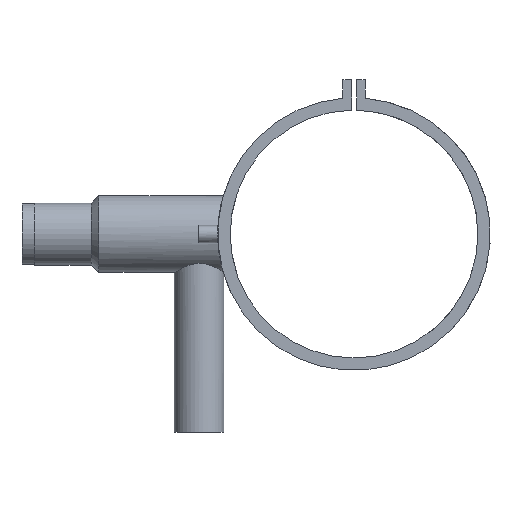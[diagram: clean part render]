
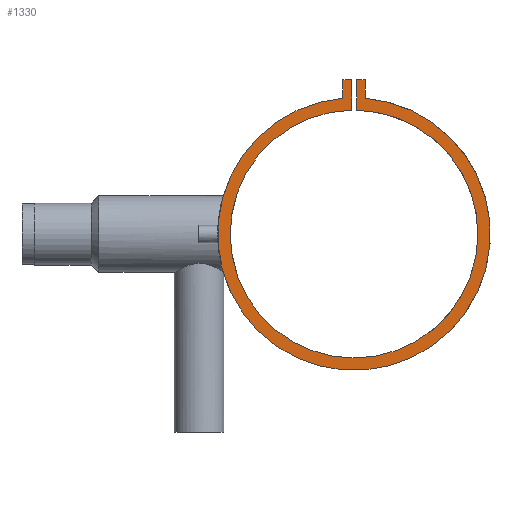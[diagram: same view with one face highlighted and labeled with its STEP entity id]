
A CAD part, left-side view. The second image highlights one B-rep face of the part: STEP entity #1330.
In plain terms, the highlighted planar face has unit normal (-1, 0, 0).
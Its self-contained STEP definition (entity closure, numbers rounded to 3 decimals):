
#12 = DIRECTION ( 'NONE',  ( 0., 0., -1. ) ) ;
#31 = CARTESIAN_POINT ( 'NONE',  ( -69., -9., 124.631 ) ) ;
#37 = CARTESIAN_POINT ( 'NONE',  ( -69., -9., 124.631 ) ) ;
#59 = VECTOR ( 'NONE', #2024, 1000. ) ;
#77 = VERTEX_POINT ( 'NONE', #357 ) ;
#204 = DIRECTION ( 'NONE',  ( 0., 0., -1. ) ) ;
#223 = LINE ( 'NONE', #1017, #1428 ) ;
#301 = EDGE_LOOP ( 'NONE', ( #629, #1537, #2038, #606, #1698, #425, #778, #848 ) ) ;
#357 = CARTESIAN_POINT ( 'NONE',  ( -69., 2., 99.98 ) ) ;
#377 = VERTEX_POINT ( 'NONE', #2145 ) ;
#402 = PLANE ( 'NONE',  #1592 ) ;
#425 = ORIENTED_EDGE ( 'NONE', *, *, #2542, .F. ) ;
#438 = LINE ( 'NONE', #1231, #59 ) ;
#441 = LINE ( 'NONE', #1235, #1142 ) ;
#472 = CIRCLE ( 'NONE', #1926, 100. ) ;
#486 = VERTEX_POINT ( 'NONE', #2282 ) ;
#543 = DIRECTION ( 'NONE',  ( 0., 0., -1. ) ) ;
#557 = VERTEX_POINT ( 'NONE', #1715 ) ;
#606 = ORIENTED_EDGE ( 'NONE', *, *, #1744, .F. ) ;
#616 = EDGE_CURVE ( 'NONE', #731, #377, #927, .T. ) ;
#629 = ORIENTED_EDGE ( 'NONE', *, *, #616, .F. ) ;
#731 = VERTEX_POINT ( 'NONE', #2238 ) ;
#777 = CARTESIAN_POINT ( 'NONE',  ( -69., 2., 124.631 ) ) ;
#778 = ORIENTED_EDGE ( 'NONE', *, *, #1623, .F. ) ;
#792 = CARTESIAN_POINT ( 'NONE',  ( -69., 9., 124.631 ) ) ;
#795 = CARTESIAN_POINT ( 'NONE',  ( -69., -2., 124.631 ) ) ;
#802 = CARTESIAN_POINT ( 'NONE',  ( -69., 9., 124.631 ) ) ;
#808 = VECTOR ( 'NONE', #831, 1000. ) ;
#831 = DIRECTION ( 'NONE',  ( 0., 0., -1. ) ) ;
#848 = ORIENTED_EDGE ( 'NONE', *, *, #2143, .F. ) ;
#927 = CIRCLE ( 'NONE', #2376, 110. ) ;
#998 = CARTESIAN_POINT ( 'NONE',  ( -69., 0., 0. ) ) ;
#1017 = CARTESIAN_POINT ( 'NONE',  ( -69., 9., 124.631 ) ) ;
#1142 = VECTOR ( 'NONE', #2028, 1000. ) ;
#1196 = CARTESIAN_POINT ( 'NONE',  ( -69., 0., 0. ) ) ;
#1231 = CARTESIAN_POINT ( 'NONE',  ( -69., -2., 124.631 ) ) ;
#1235 = CARTESIAN_POINT ( 'NONE',  ( -69., 2., 124.631 ) ) ;
#1316 = EDGE_CURVE ( 'NONE', #486, #2149, #2568, .T. ) ;
#1330 = ADVANCED_FACE ( 'NONE', ( #2187 ), #402, .F. ) ;
#1344 = EDGE_CURVE ( 'NONE', #77, #557, #472, .T. ) ;
#1425 = VECTOR ( 'NONE', #1583, 1000. ) ;
#1428 = VECTOR ( 'NONE', #1814, 1000. ) ;
#1530 = CARTESIAN_POINT ( 'NONE',  ( -69., 0., 0. ) ) ;
#1537 = ORIENTED_EDGE ( 'NONE', *, *, #2527, .F. ) ;
#1583 = DIRECTION ( 'NONE',  ( 0., -1., 0. ) ) ;
#1586 = DIRECTION ( 'NONE',  ( 0., -1., 0. ) ) ;
#1592 = AXIS2_PLACEMENT_3D ( 'NONE', #1196, #1991, #204 ) ;
#1623 = EDGE_CURVE ( 'NONE', #1653, #1996, #2565, .T. ) ;
#1653 = VERTEX_POINT ( 'NONE', #802 ) ;
#1698 = ORIENTED_EDGE ( 'NONE', *, *, #1344, .F. ) ;
#1715 = CARTESIAN_POINT ( 'NONE',  ( -69., -2., 99.98 ) ) ;
#1744 = EDGE_CURVE ( 'NONE', #557, #486, #438, .T. ) ;
#1794 = DIRECTION ( 'NONE',  ( -1., 0., 0. ) ) ;
#1814 = DIRECTION ( 'NONE',  ( 0., 0., 1. ) ) ;
#1821 = LINE ( 'NONE', #37, #808 ) ;
#1926 = AXIS2_PLACEMENT_3D ( 'NONE', #998, #1794, #12 ) ;
#1991 = DIRECTION ( 'NONE',  ( 1., 0., 0. ) ) ;
#1996 = VERTEX_POINT ( 'NONE', #777 ) ;
#2024 = DIRECTION ( 'NONE',  ( 0., 0., 1. ) ) ;
#2028 = DIRECTION ( 'NONE',  ( 0., 0., -1. ) ) ;
#2038 = ORIENTED_EDGE ( 'NONE', *, *, #1316, .F. ) ;
#2143 = EDGE_CURVE ( 'NONE', #377, #1653, #223, .T. ) ;
#2145 = CARTESIAN_POINT ( 'NONE',  ( -69., 9., 109.631 ) ) ;
#2149 = VERTEX_POINT ( 'NONE', #31 ) ;
#2187 = FACE_OUTER_BOUND ( 'NONE', #301, .T. ) ;
#2238 = CARTESIAN_POINT ( 'NONE',  ( -69., -9., 109.631 ) ) ;
#2282 = CARTESIAN_POINT ( 'NONE',  ( -69., -2., 124.631 ) ) ;
#2318 = DIRECTION ( 'NONE',  ( 1., 0., 0. ) ) ;
#2376 = AXIS2_PLACEMENT_3D ( 'NONE', #1530, #2318, #543 ) ;
#2379 = VECTOR ( 'NONE', #1586, 1000. ) ;
#2527 = EDGE_CURVE ( 'NONE', #2149, #731, #1821, .T. ) ;
#2542 = EDGE_CURVE ( 'NONE', #1996, #77, #441, .T. ) ;
#2565 = LINE ( 'NONE', #792, #1425 ) ;
#2568 = LINE ( 'NONE', #795, #2379 ) ;
